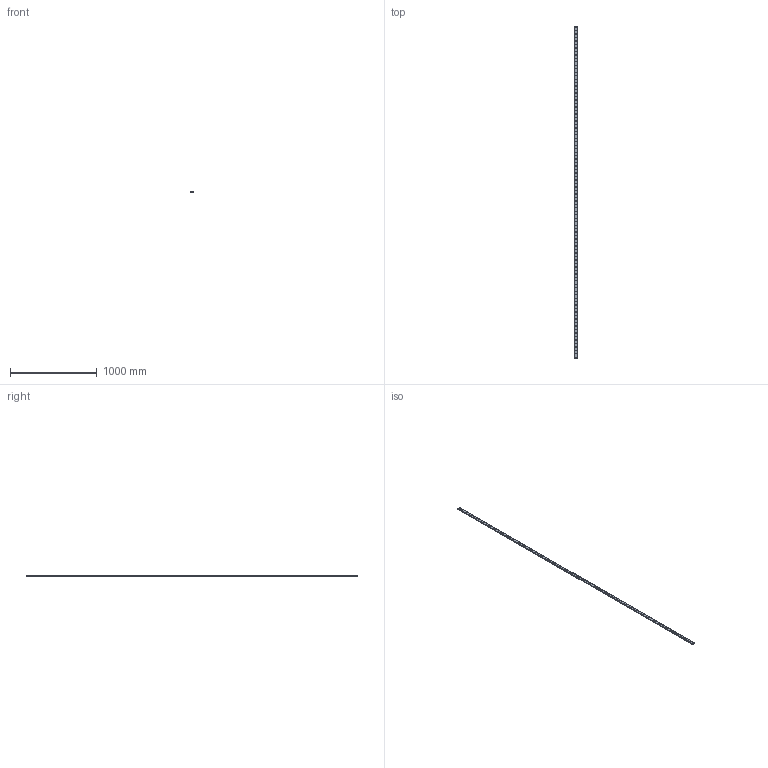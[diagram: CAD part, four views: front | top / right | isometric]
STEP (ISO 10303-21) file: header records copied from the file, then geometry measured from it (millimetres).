
FILE_DESCRIPTION(('STEP AP214'),'1');
FILE_NAME('cctmp_B75EADCF-1190-417D-8F99-1AB4DFD76E76_2021_03_02_11_39_33_0731..stp','2021-03-02T10:39:34',('HIWIN GmbH'),('CADClick - www.CADClick.com'),'Spatial InterOp 3D',' ','unknown authorization');
FILE_SCHEMA(('AUTOMOTIVE_DESIGN'));
Length unit declared in the file: millimetre
Products named in the file (1): WER17R3820H_FILE
Bounding box: 33 x 3820 x 9.3 mm (x, y, z)
Volume: 1054857.2 mm3; surface area: 373451.9 mm2
Topology: 1 solids, 1 shells, 1831 faces, 3747 edges, 2498 vertices
Faces by surface type: cylinder 1170, plane 661
Entity records: 64053 total; most frequent: DIRECTION 9751, CARTESIAN_POINT 8077, ORIENTED_EDGE 7494, AXIS2_PLACEMENT_3D 4172, EDGE_CURVE 3747, VERTEX_POINT 2498, EDGE_LOOP 2411, CIRCLE 2340
